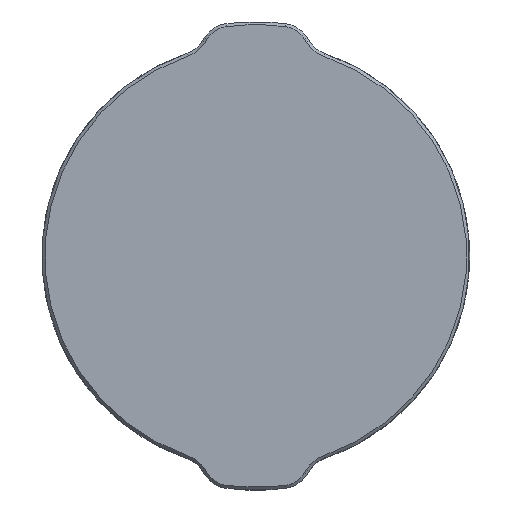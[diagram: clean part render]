
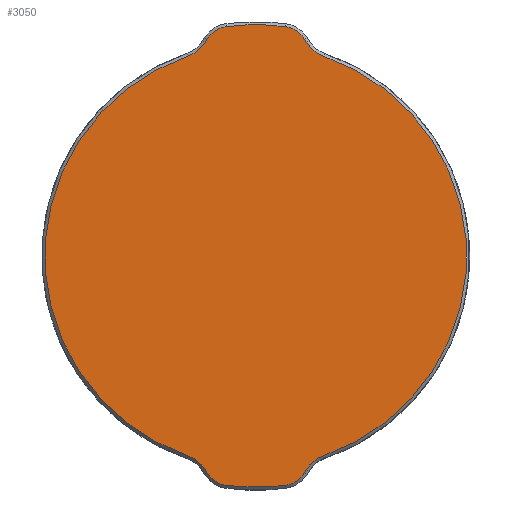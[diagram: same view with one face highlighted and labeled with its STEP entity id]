
A CAD part, top view. The second image highlights one B-rep face of the part: STEP entity #3050.
In plain terms, the highlighted planar face has unit normal (0, 0, 1).
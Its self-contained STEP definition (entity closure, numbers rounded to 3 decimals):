
#48=PLANE('',#3461);
#228=LINE('',#5266,#410);
#234=LINE('',#5290,#416);
#238=LINE('',#5311,#420);
#244=LINE('',#5335,#426);
#410=VECTOR('',#4218,1000.);
#416=VECTOR('',#4244,1000.);
#420=VECTOR('',#4268,1000.);
#426=VECTOR('',#4294,1000.);
#706=FACE_OUTER_BOUND('',#909,.T.);
#909=EDGE_LOOP('',(#2582,#2583,#2584,#2585,#2586,#2587,#2588,#2589,#2590,
#2591,#2592,#2593,#2594,#2595,#2596,#2597));
#1144=CIRCLE('',#3402,3.6);
#1146=CIRCLE('',#3405,31.35);
#1148=CIRCLE('',#3408,3.6);
#1150=CIRCLE('',#3412,4.4);
#1151=CIRCLE('',#3414,28.6);
#1153=CIRCLE('',#3417,4.4);
#1155=CIRCLE('',#3421,3.6);
#1157=CIRCLE('',#3424,31.35);
#1159=CIRCLE('',#3427,3.6);
#1176=CIRCLE('',#3460,4.4);
#1177=CIRCLE('',#3462,28.6);
#1178=CIRCLE('',#3463,4.4);
#1394=VERTEX_POINT('',#5259);
#1397=VERTEX_POINT('',#5264);
#1398=VERTEX_POINT('',#5268);
#1400=VERTEX_POINT('',#5274);
#1402=VERTEX_POINT('',#5280);
#1404=VERTEX_POINT('',#5286);
#1406=VERTEX_POINT('',#5292);
#1408=VERTEX_POINT('',#5298);
#1410=VERTEX_POINT('',#5304);
#1412=VERTEX_POINT('',#5310);
#1414=VERTEX_POINT('',#5316);
#1416=VERTEX_POINT('',#5322);
#1418=VERTEX_POINT('',#5328);
#1420=VERTEX_POINT('',#5334);
#1446=VERTEX_POINT('',#5417);
#1447=VERTEX_POINT('',#5421);
#1770=EDGE_CURVE('',#1394,#1397,#228,.T.);
#1773=EDGE_CURVE('',#1398,#1394,#1144,.T.);
#1776=EDGE_CURVE('',#1400,#1398,#1146,.T.);
#1779=EDGE_CURVE('',#1402,#1400,#1148,.T.);
#1782=EDGE_CURVE('',#1404,#1402,#234,.T.);
#1785=EDGE_CURVE('',#1406,#1404,#1150,.T.);
#1786=EDGE_CURVE('',#1408,#1406,#1151,.T.);
#1789=EDGE_CURVE('',#1410,#1408,#1153,.T.);
#1792=EDGE_CURVE('',#1412,#1410,#238,.T.);
#1795=EDGE_CURVE('',#1414,#1412,#1155,.T.);
#1798=EDGE_CURVE('',#1416,#1414,#1157,.T.);
#1801=EDGE_CURVE('',#1418,#1416,#1159,.T.);
#1804=EDGE_CURVE('',#1420,#1418,#244,.T.);
#1847=EDGE_CURVE('',#1397,#1446,#1176,.T.);
#1848=EDGE_CURVE('',#1446,#1447,#1177,.T.);
#1849=EDGE_CURVE('',#1447,#1420,#1178,.T.);
#2582=ORIENTED_EDGE('',*,*,#1847,.T.);
#2583=ORIENTED_EDGE('',*,*,#1848,.T.);
#2584=ORIENTED_EDGE('',*,*,#1849,.T.);
#2585=ORIENTED_EDGE('',*,*,#1804,.T.);
#2586=ORIENTED_EDGE('',*,*,#1801,.T.);
#2587=ORIENTED_EDGE('',*,*,#1798,.T.);
#2588=ORIENTED_EDGE('',*,*,#1795,.T.);
#2589=ORIENTED_EDGE('',*,*,#1792,.T.);
#2590=ORIENTED_EDGE('',*,*,#1789,.T.);
#2591=ORIENTED_EDGE('',*,*,#1786,.T.);
#2592=ORIENTED_EDGE('',*,*,#1785,.T.);
#2593=ORIENTED_EDGE('',*,*,#1782,.T.);
#2594=ORIENTED_EDGE('',*,*,#1779,.T.);
#2595=ORIENTED_EDGE('',*,*,#1776,.T.);
#2596=ORIENTED_EDGE('',*,*,#1773,.T.);
#2597=ORIENTED_EDGE('',*,*,#1770,.T.);
#3050=ADVANCED_FACE('',(#706),#48,.T.);
#3402=AXIS2_PLACEMENT_3D('',#5272,#4224,#4225);
#3405=AXIS2_PLACEMENT_3D('',#5278,#4231,#4232);
#3408=AXIS2_PLACEMENT_3D('',#5284,#4238,#4239);
#3412=AXIS2_PLACEMENT_3D('',#5296,#4250,#4251);
#3414=AXIS2_PLACEMENT_3D('',#5299,#4254,#4255);
#3417=AXIS2_PLACEMENT_3D('',#5305,#4261,#4262);
#3421=AXIS2_PLACEMENT_3D('',#5317,#4273,#4274);
#3424=AXIS2_PLACEMENT_3D('',#5323,#4280,#4281);
#3427=AXIS2_PLACEMENT_3D('',#5329,#4287,#4288);
#3460=AXIS2_PLACEMENT_3D('',#5419,#4382,#4383);
#3461=AXIS2_PLACEMENT_3D('',#5420,#4384,#4385);
#3462=AXIS2_PLACEMENT_3D('',#5422,#4386,#4387);
#3463=AXIS2_PLACEMENT_3D('',#5423,#4388,#4389);
#4218=DIRECTION('',(-0.518,-0.855,0.));
#4224=DIRECTION('center_axis',(0.,0.,1.));
#4225=DIRECTION('ref_axis',(0.,-1.,0.));
#4231=DIRECTION('center_axis',(0.,0.,1.));
#4232=DIRECTION('ref_axis',(0.,-1.,0.));
#4238=DIRECTION('center_axis',(0.,0.,1.));
#4239=DIRECTION('ref_axis',(0.,-1.,0.));
#4244=DIRECTION('',(-0.518,0.855,0.));
#4250=DIRECTION('center_axis',(0.,0.,-1.));
#4251=DIRECTION('ref_axis',(0.,-1.,0.));
#4254=DIRECTION('center_axis',(0.,0.,1.));
#4255=DIRECTION('ref_axis',(0.,-1.,0.));
#4261=DIRECTION('center_axis',(0.,0.,-1.));
#4262=DIRECTION('ref_axis',(0.,-1.,0.));
#4268=DIRECTION('',(0.518,0.855,0.));
#4273=DIRECTION('center_axis',(0.,0.,1.));
#4274=DIRECTION('ref_axis',(0.,-1.,0.));
#4280=DIRECTION('center_axis',(0.,0.,1.));
#4281=DIRECTION('ref_axis',(0.,-1.,0.));
#4287=DIRECTION('center_axis',(0.,0.,1.));
#4288=DIRECTION('ref_axis',(0.,-1.,0.));
#4294=DIRECTION('',(0.518,-0.855,0.));
#4382=DIRECTION('center_axis',(0.,0.,-1.));
#4383=DIRECTION('ref_axis',(0.,-1.,0.));
#4384=DIRECTION('center_axis',(0.,0.,1.));
#4385=DIRECTION('ref_axis',(0.,-1.,0.));
#4386=DIRECTION('center_axis',(0.,0.,1.));
#4387=DIRECTION('ref_axis',(0.,-1.,0.));
#4388=DIRECTION('center_axis',(0.,0.,-1.));
#4389=DIRECTION('ref_axis',(0.,-1.,0.));
#5259=CARTESIAN_POINT('',(-6.616,29.388,21.5));
#5264=CARTESIAN_POINT('',(-6.876,28.959,21.5));
#5266=CARTESIAN_POINT('',(-6.876,28.959,21.5));
#5268=CARTESIAN_POINT('',(-3.995,31.094,21.5));
#5272=CARTESIAN_POINT('Origin',(-3.536,27.524,21.5));
#5274=CARTESIAN_POINT('',(3.995,31.094,21.5));
#5278=CARTESIAN_POINT('Origin',(0.,0.,21.5));
#5280=CARTESIAN_POINT('',(6.616,29.388,21.5));
#5284=CARTESIAN_POINT('Origin',(3.536,27.524,21.5));
#5286=CARTESIAN_POINT('',(6.876,28.959,21.5));
#5290=CARTESIAN_POINT('',(6.616,29.388,21.5));
#5292=CARTESIAN_POINT('',(9.221,27.073,21.5));
#5296=CARTESIAN_POINT('Origin',(10.64,31.238,21.5));
#5298=CARTESIAN_POINT('',(9.221,-27.073,21.5));
#5299=CARTESIAN_POINT('Origin',(0.,0.,21.5));
#5304=CARTESIAN_POINT('',(6.876,-28.959,21.5));
#5305=CARTESIAN_POINT('Origin',(10.64,-31.238,21.5));
#5310=CARTESIAN_POINT('',(6.616,-29.388,21.5));
#5311=CARTESIAN_POINT('',(17.862,-10.815,21.5));
#5316=CARTESIAN_POINT('',(3.995,-31.094,21.5));
#5317=CARTESIAN_POINT('Origin',(3.536,-27.524,21.5));
#5322=CARTESIAN_POINT('',(-3.995,-31.094,21.5));
#5323=CARTESIAN_POINT('Origin',(0.,0.,21.5));
#5328=CARTESIAN_POINT('',(-6.616,-29.388,21.5));
#5329=CARTESIAN_POINT('Origin',(-3.536,-27.524,21.5));
#5334=CARTESIAN_POINT('',(-6.876,-28.959,21.5));
#5335=CARTESIAN_POINT('',(-17.862,-10.815,21.5));
#5417=CARTESIAN_POINT('',(-9.221,27.073,21.5));
#5419=CARTESIAN_POINT('Origin',(-10.64,31.238,21.5));
#5420=CARTESIAN_POINT('Origin',(0.,0.,21.5));
#5421=CARTESIAN_POINT('',(-9.221,-27.073,21.5));
#5422=CARTESIAN_POINT('Origin',(0.,0.,21.5));
#5423=CARTESIAN_POINT('Origin',(-10.64,-31.238,21.5));
